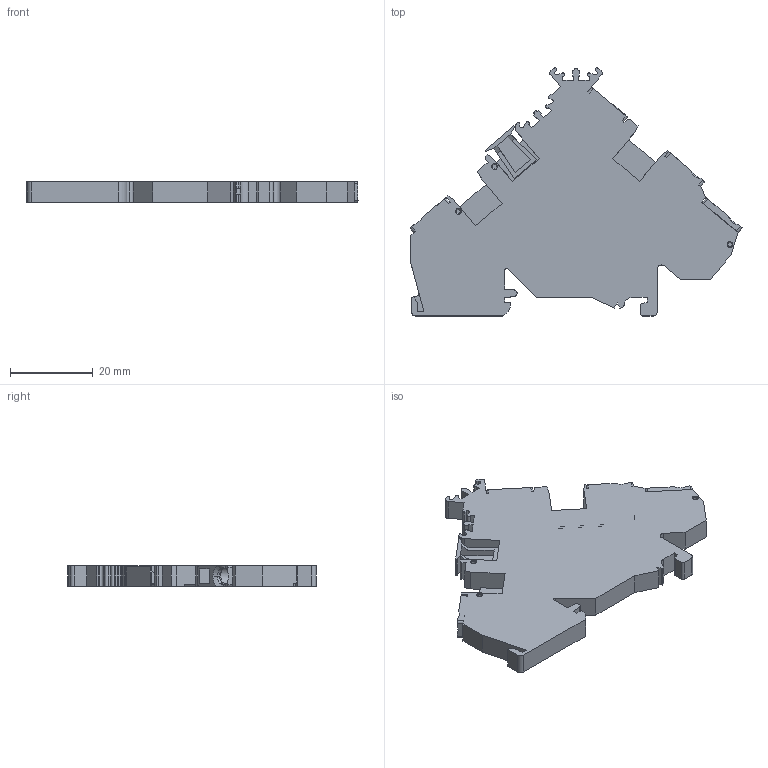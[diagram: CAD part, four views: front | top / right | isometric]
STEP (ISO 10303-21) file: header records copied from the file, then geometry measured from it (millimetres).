
FILE_DESCRIPTION((''),'2;1');
FILE_NAME('5YB576121_ASM','2023-11-17T',('dell'),(''),'PRO/ENGINEER BY PARAMETRIC TECHNOLOGY CORPORATION, 2013230','PRO/ENGINEER BY PARAMETRIC TECHNOLOGY CORPORATION, 2013230','');
FILE_SCHEMA(('AUTOMOTIVE_DESIGN { 1 0 10303 214 1 1 1 1 }'));
Length unit declared in the file: millimetre
Products named in the file (1): 5YB576121_ASM
Bounding box: 80.31 x 60 x 5 mm (x, y, z)
Volume: 12570.2 mm3; surface area: 8560.9 mm2
Topology: 1 solids, 17 shells, 465 faces, 1196 edges, 774 vertices
Faces by surface type: plane 289, cylinder 116, cone 52, bspline 4, torus 4
Entity records: 15047 total; most frequent: CARTESIAN_POINT 2828, ORIENTED_EDGE 2392, DIRECTION 2378, EDGE_CURVE 1196, VECTOR 854, LINE 854, VERTEX_POINT 774, AXIS2_PLACEMENT_3D 762
